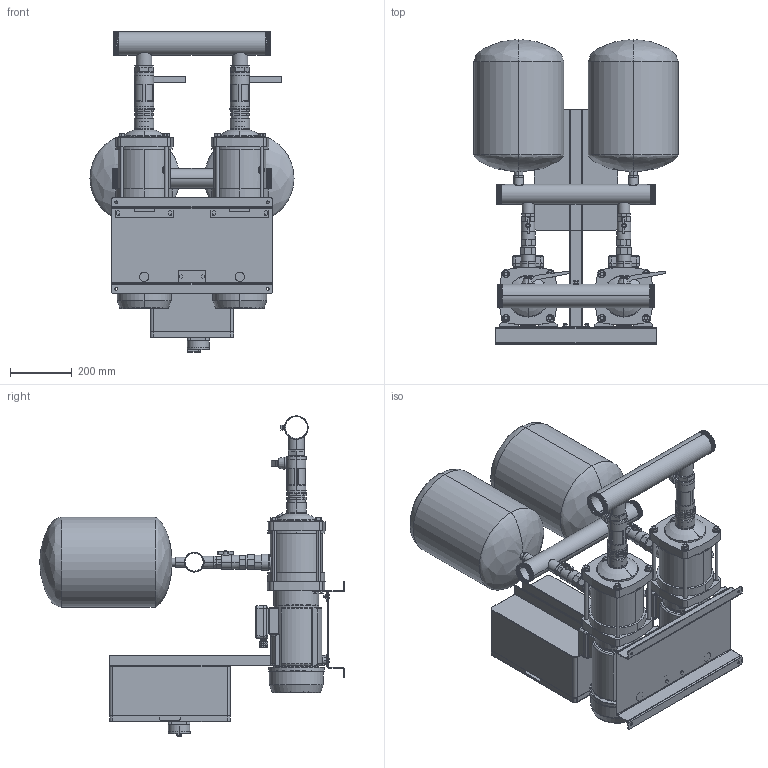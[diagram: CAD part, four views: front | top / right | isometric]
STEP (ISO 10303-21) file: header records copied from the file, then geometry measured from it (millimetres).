
FILE_DESCRIPTION (( 'STEP AP214' ), '1' );
FILE_NAME ('2EH 15-4 TS.STEP', '2022-03-02T10:12:23', ( '' ), ( '' ), 'SwSTEP 2.0', 'SolidWorks 2020', '' );
FILE_SCHEMA (( 'AUTOMOTIVE_DESIGN' ));
Length unit declared in the file: mil
Products named in the file (1): 2EH 15-4 TS
Bounding box: 660 x 985 x 1036 mm (x, y, z)
Volume: 79507974.5 mm3; surface area: 5000687.8 mm2
Topology: 80 solids, 81 shells, 1862 faces, 4458 edges, 2881 vertices
Faces by surface type: plane 872, cylinder 793, cone 116, bspline 38, torus 33, sphere 10
Entity records: 78647 total; most frequent: CARTESIAN_POINT 33017, DIRECTION 9016, ORIENTED_EDGE 8904, EDGE_CURVE 4452, AXIS2_PLACEMENT_3D 3313, VERTEX_POINT 2881, LINE 2390, VECTOR 2390
